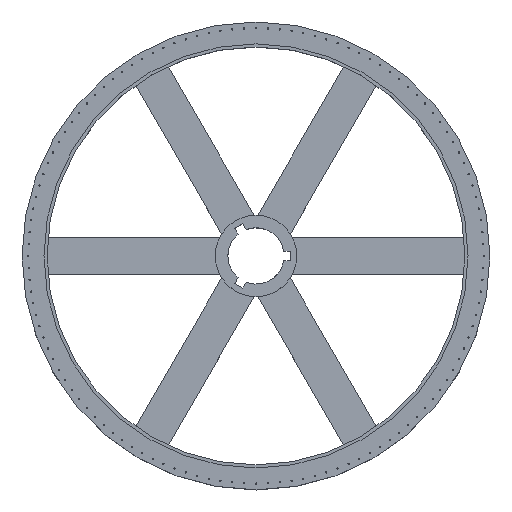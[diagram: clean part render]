
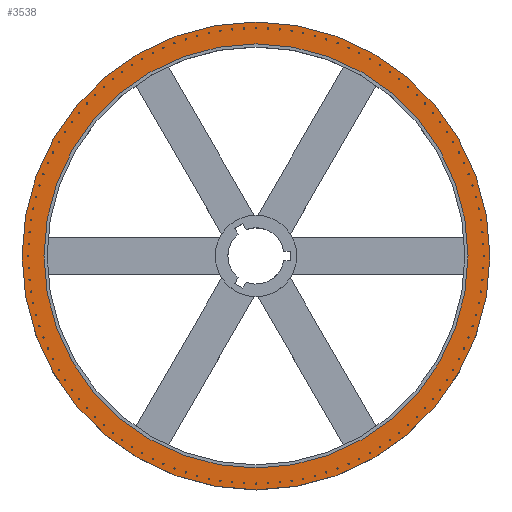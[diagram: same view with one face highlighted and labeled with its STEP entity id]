
A CAD part, top view. The second image highlights one B-rep face of the part: STEP entity #3538.
In plain terms, the highlighted planar face has unit normal (0, 0, 1).
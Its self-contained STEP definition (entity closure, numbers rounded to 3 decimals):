
#17=FACE_BOUND('',#5602,.F.);
#3538=ADVANCED_FACE('',(#17,#4567),#9313,.T.);
#4567=FACE_OUTER_BOUND('',#5603,.F.);
#5602=EDGE_LOOP('',(#8764,#8765));
#5603=EDGE_LOOP('',(#8766,#8767));
#8764=ORIENTED_EDGE('',*,*,#13640,.T.);
#8765=ORIENTED_EDGE('',*,*,#13639,.T.);
#8766=ORIENTED_EDGE('',*,*,#13650,.F.);
#8767=ORIENTED_EDGE('',*,*,#13649,.F.);
#9313=PLANE('',#22130);
#12056=CIRCLE('',#22110,67.845);
#12057=CIRCLE('',#22111,67.845);
#12062=CIRCLE('',#22116,74.845);
#12063=CIRCLE('',#22117,74.845);
#13639=EDGE_CURVE('',#15858,#15857,#12056,.T.);
#13640=EDGE_CURVE('',#15857,#15858,#12057,.T.);
#13649=EDGE_CURVE('',#15852,#15851,#12062,.T.);
#13650=EDGE_CURVE('',#15851,#15852,#12063,.T.);
#15851=VERTEX_POINT('',#32714);
#15852=VERTEX_POINT('',#32715);
#15857=VERTEX_POINT('',#32720);
#15858=VERTEX_POINT('',#32721);
#22110=AXIS2_PLACEMENT_3D('',#32734,#28223,#28224);
#22111=AXIS2_PLACEMENT_3D('',#32735,#28225,#28226);
#22116=AXIS2_PLACEMENT_3D('',#32744,#28239,#28240);
#22117=AXIS2_PLACEMENT_3D('',#32745,#28241,#28242);
#22130=AXIS2_PLACEMENT_3D('',#32762,#28271,#28272);
#28223=DIRECTION('',(0.,0.,1.));
#28224=DIRECTION('',(-1.,0.,0.));
#28225=DIRECTION('',(0.,0.,1.));
#28226=DIRECTION('',(1.,0.,0.));
#28239=DIRECTION('',(0.,0.,1.));
#28240=DIRECTION('',(-1.,0.,0.));
#28241=DIRECTION('',(0.,0.,1.));
#28242=DIRECTION('',(1.,0.,0.));
#28271=DIRECTION('',(0.,0.,1.));
#28272=DIRECTION('',(1.,0.,0.));
#32714=CARTESIAN_POINT('',(74.845,0.,25.));
#32715=CARTESIAN_POINT('',(-74.845,0.,25.));
#32720=CARTESIAN_POINT('',(67.845,0.,25.));
#32721=CARTESIAN_POINT('',(-67.845,0.,25.));
#32734=CARTESIAN_POINT('',(0.,0.,25.));
#32735=CARTESIAN_POINT('',(0.,0.,25.));
#32744=CARTESIAN_POINT('',(0.,0.,25.));
#32745=CARTESIAN_POINT('',(0.,0.,25.));
#32762=CARTESIAN_POINT('',(-76.44,-76.344,25.));
